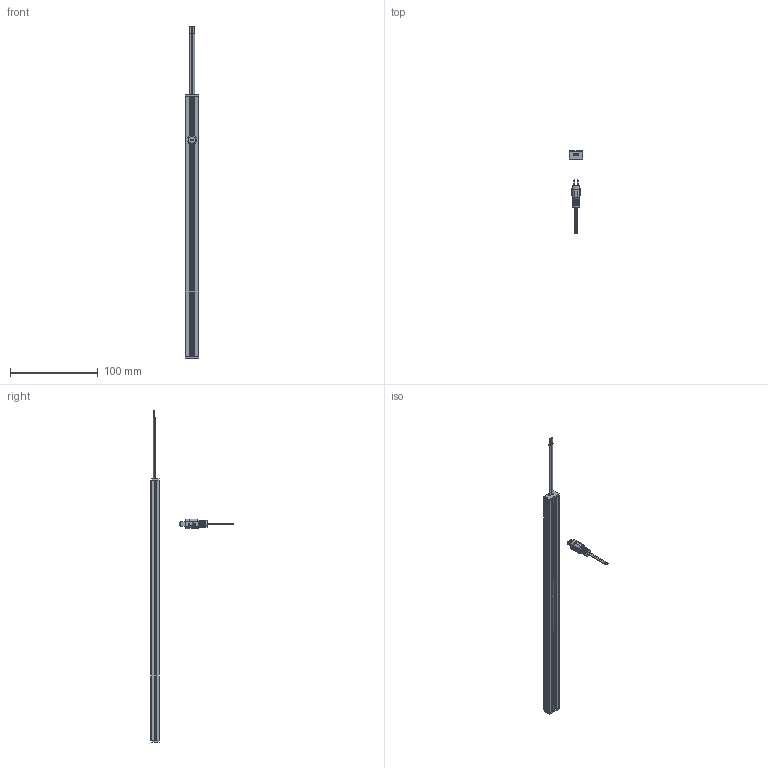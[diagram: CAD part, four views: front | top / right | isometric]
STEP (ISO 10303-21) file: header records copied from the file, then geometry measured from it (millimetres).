
FILE_DESCRIPTION (( 'STEP AP203' ), '1' );
FILE_NAME ('絳萇羞15.4X10棠柲.STEP', '2023-03-08T06:13:15', ( '' ), ( '' ), 'SwSTEP 2.0', 'SolidWorks 2018', '' );
FILE_SCHEMA (( 'CONFIG_CONTROL_DESIGN' ));
Length unit declared in the file: millimetre
Products named in the file (8): 絳萇羞15.4X10棠柲; 黑芛1; 棠沺え; 脣芛1; 黑芛2; 铜皮槽; 萇盄; 肣羞
Assembly tree (8 placements, depth 2):
  絳萇羞15.4X10棠柲
    铜皮槽
    肣羞  x2
    萇盄
    黑芛2
    黑芛1
    棠沺え
    脣芛1
Bounding box: 15.5 x 94.29 x 378 mm (x, y, z)
Volume: 26953.9 mm3; surface area: 64965.6 mm2
Topology: 10 solids, 10 shells, 510 faces, 1218 edges, 784 vertices
Faces by surface type: plane 274, cylinder 176, bspline 34, sphere 20, torus 4, cone 2
Entity records: 15656 total; most frequent: CARTESIAN_POINT 3701, ORIENTED_EDGE 2284, DIRECTION 2278, EDGE_CURVE 1142, AXIS2_PLACEMENT_3D 797, VERTEX_POINT 736, VECTOR 684, LINE 684
